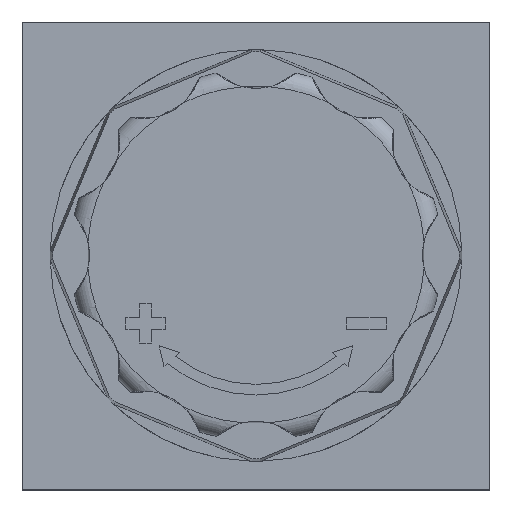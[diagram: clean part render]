
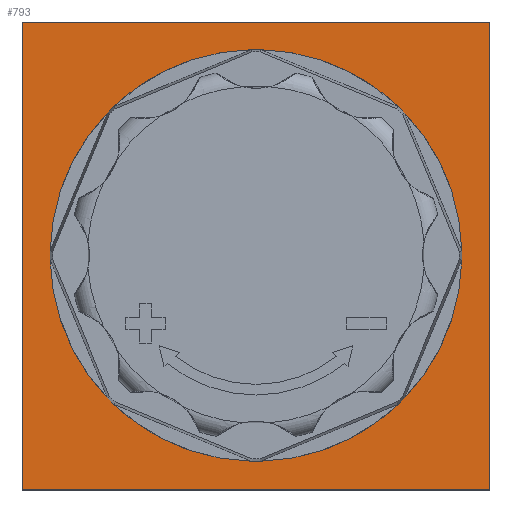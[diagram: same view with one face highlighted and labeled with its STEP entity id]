
A CAD part, top view. The second image highlights one B-rep face of the part: STEP entity #793.
In plain terms, the highlighted planar face has unit normal (0, 0, 1).
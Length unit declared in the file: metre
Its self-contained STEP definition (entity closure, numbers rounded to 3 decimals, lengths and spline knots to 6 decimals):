
#793=ADVANCED_FACE('',(#1784,#1785),#1786,.T.);
#1784=FACE_BOUND('',#3317,.T.);
#1785=FACE_OUTER_BOUND('',#3318,.T.);
#1786=PLANE('',#3319);
#3317=EDGE_LOOP('',(#5584));
#3318=EDGE_LOOP('',(#5585,#5586,#5587,#5588));
#3319=AXIS2_PLACEMENT_3D('',#5589,#5590,#5591);
#5584=ORIENTED_EDGE('',*,*,#7732,.F.);
#5585=ORIENTED_EDGE('',*,*,#7733,.T.);
#5586=ORIENTED_EDGE('',*,*,#7480,.T.);
#5587=ORIENTED_EDGE('',*,*,#7734,.T.);
#5588=ORIENTED_EDGE('',*,*,#7544,.T.);
#5589=CARTESIAN_POINT('',(0.2,0.,0.08));
#5590=DIRECTION('',(0.0,0.0,1.0));
#5591=DIRECTION('',(0.,1.0,0.0));
#7480=EDGE_CURVE('',#8943,#8941,#8944,.T.);
#7544=EDGE_CURVE('',#9069,#9067,#9070,.T.);
#7732=EDGE_CURVE('',#9370,#9370,#9371,.T.);
#7733=EDGE_CURVE('',#9067,#8943,#9372,.T.);
#7734=EDGE_CURVE('',#8941,#9069,#9373,.T.);
#8941=VERTEX_POINT('',#11748);
#8943=VERTEX_POINT('',#11751);
#8944=LINE('',#11752,#11753);
#9067=VERTEX_POINT('',#11931);
#9069=VERTEX_POINT('',#11934);
#9070=LINE('',#11935,#11936);
#9370=VERTEX_POINT('',#12349);
#9371=CIRCLE('',#12350,0.035);
#9372=LINE('',#12351,#12352);
#9373=LINE('',#12353,#12354);
#11748=CARTESIAN_POINT('',(0.16,-0.04,0.08));
#11751=CARTESIAN_POINT('',(0.16,0.04,0.08));
#11752=CARTESIAN_POINT('',(0.16,-0.02125,0.08));
#11753=VECTOR('',#13583,1.0);
#11931=CARTESIAN_POINT('',(0.24,0.04,0.08));
#11934=CARTESIAN_POINT('',(0.24,-0.04,0.08));
#11935=CARTESIAN_POINT('',(0.24,0.02125,0.08));
#11936=VECTOR('',#13658,1.0);
#12349=CARTESIAN_POINT('',(0.235,0.,0.08));
#12350=AXIS2_PLACEMENT_3D('',#13862,#13863,#13864);
#12351=CARTESIAN_POINT('',(0.17875,0.04,0.08));
#12352=VECTOR('',#13865,1.0);
#12353=CARTESIAN_POINT('',(0.22125,-0.04,0.08));
#12354=VECTOR('',#13866,1.0);
#13583=DIRECTION('',(0.,-1.0,0.0));
#13658=DIRECTION('',(0.,1.0,0.0));
#13862=CARTESIAN_POINT('',(0.2,0.,0.08));
#13863=DIRECTION('',(0.0,0.0,1.0));
#13864=DIRECTION('',(1.0,0.0,-0.0));
#13865=DIRECTION('',(-1.0,0.,0.0));
#13866=DIRECTION('',(1.0,0.,0.0));
